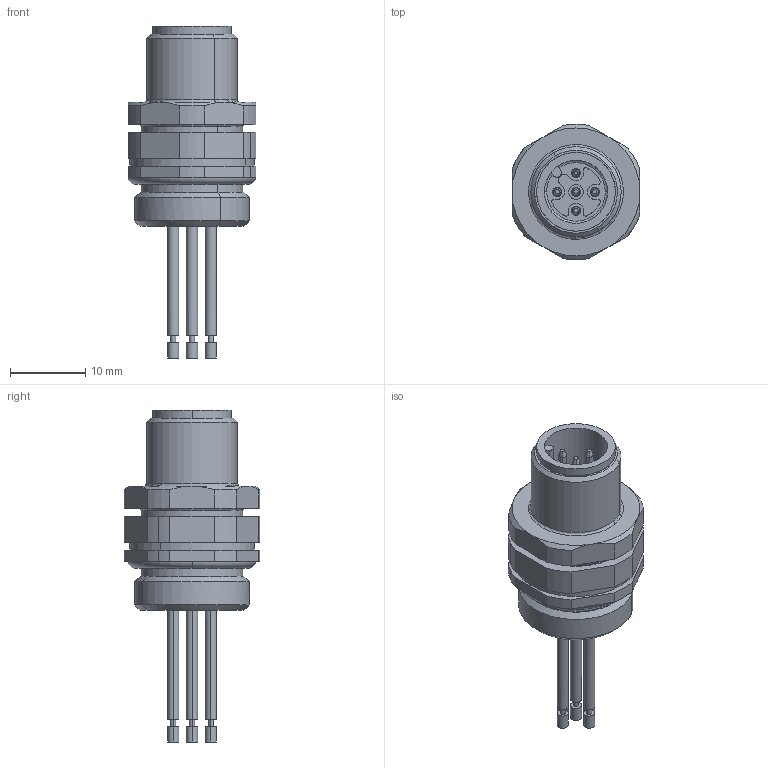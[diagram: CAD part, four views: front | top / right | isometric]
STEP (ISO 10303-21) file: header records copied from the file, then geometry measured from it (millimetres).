
FILE_DESCRIPTION(('CATIA V5 STEP Exchange','CAx-IF Rec.Pracs.--- Model Styling and Organization---1.4--- 2014-01-23'),'2;1');
FILE_NAME ('022634-3_0', '2020-11-16T16:24:55+00:00', ('none'), ('Weidmueller'), 'CATIA Version 5-6 Release 2016 SP3 HF44', 'CATIA V5 STEP AP214', 'none');
FILE_SCHEMA(('AUTOMOTIVE_DESIGN { 1 0 10303 214 1 1 1 1 }'));
Length unit declared in the file: millimetre
Products named in the file (1): 1814900000
Bounding box: 17 x 17.96 x 44.1 mm (x, y, z)
Volume: 4210.7 mm3; surface area: 3908 mm2
Topology: 13 solids, 18 shells, 287 faces, 688 edges, 447 vertices
Faces by surface type: cylinder 146, plane 76, cone 36, torus 29
Entity records: 9186 total; most frequent: CARTESIAN_POINT 2944, ORIENTED_EDGE 1376, DIRECTION 1032, EDGE_CURVE 672, AXIS2_PLACEMENT_3D 529, VERTEX_POINT 431, EDGE_LOOP 329, ADVANCED_FACE 287
